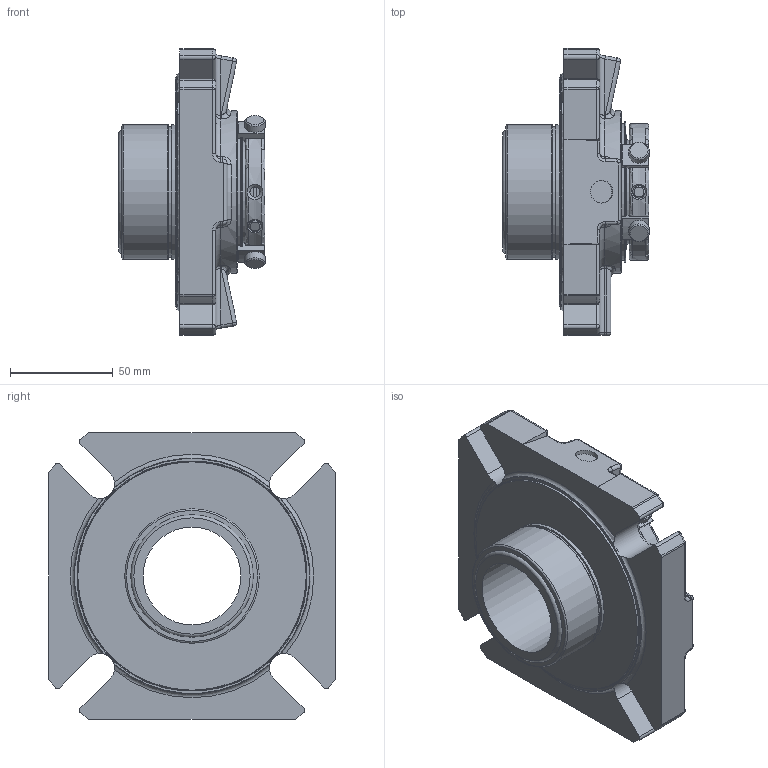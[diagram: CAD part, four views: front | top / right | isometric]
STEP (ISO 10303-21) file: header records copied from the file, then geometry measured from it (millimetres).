
FILE_DESCRIPTION(/* description */ ('Unknown'),/* implementation_level */ '2;1');
FILE_NAME(/* name */ '1.875 CURC ANSI SEAL ARRANGEMENT',/* time_stamp */ '2023-05-16T15:46:56+01:00',/* author */ ('Unknown'),/* organization */ ('Unknown'),/* preprocessor_version */ 'ST-DEVELOPER v18.102',/* originating_system */ 'Solid Edge',/* authorisation */ 'Unknown');
FILE_SCHEMA (('AUTOMOTIVE_DESIGN {1 0 10303 214 3 1 1}'));
Length unit declared in the file: millimetre
Products named in the file (1): 1.875
Bounding box: 71.28 x 139.5 x 139.5 mm (x, y, z)
Volume: 407275.8 mm3; surface area: 72534.6 mm2
Topology: 1 solids, 1 shells, 544 faces, 1349 edges, 835 vertices
Faces by surface type: plane 191, cylinder 159, torus 76, bspline 76, cone 26, sphere 16
Full cylindrical faces by diameter (mm): 4.917 x2, 6 x7, 10 x4, 11 x3, 47.625 x1, 50.775 x1, 56.134 x1, 59.563 x1, 63.576 x1, 65.354 x1, 65.405 x1, 66.624 x1, 68.148 x1, 79 x1, 111.125 x1, 111.76 x1
Entity records: 21645 total; most frequent: CARTESIAN_POINT 5868, ORIENTED_EDGE 2472, DIRECTION 2397, EDGE_CURVE 1236, AXIS2_PLACEMENT_3D 942, VERTEX_POINT 796, EDGE_LOOP 648, FACE_BOUND 648
